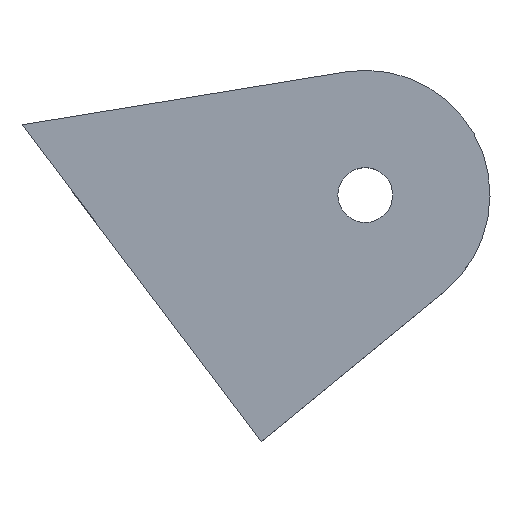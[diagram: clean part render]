
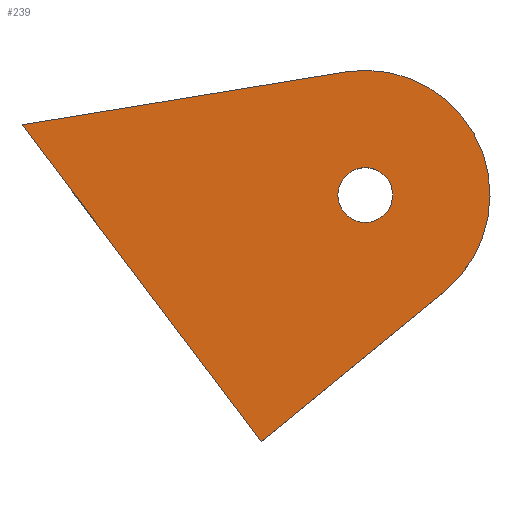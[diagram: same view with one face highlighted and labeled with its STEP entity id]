
A CAD part, top view. The second image highlights one B-rep face of the part: STEP entity #239.
In plain terms, the highlighted planar face has unit normal (0, 0, 1).
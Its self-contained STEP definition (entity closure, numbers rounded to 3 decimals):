
#5 = VECTOR ( 'NONE', #21, 1000. ) ;
#10 = EDGE_LOOP ( 'NONE', ( #74, #182, #266, #220 ) ) ;
#11 = CARTESIAN_POINT ( 'NONE',  ( -1120.802, 1478.036, 4.7 ) ) ;
#13 = CARTESIAN_POINT ( 'NONE',  ( -1116.987, 1454.69, 4.7 ) ) ;
#15 = AXIS2_PLACEMENT_3D ( 'NONE', #50, #104, #251 ) ;
#17 = CIRCLE ( 'NONE', #76, 5.2 ) ;
#21 = DIRECTION ( 'NONE',  ( -0.987, -0.161, 0. ) ) ;
#24 = VERTEX_POINT ( 'NONE', #164 ) ;
#28 = LINE ( 'NONE', #216, #209 ) ;
#30 = PLANE ( 'NONE',  #15 ) ;
#31 = CARTESIAN_POINT ( 'NONE',  ( -1182.086, 1468.023, 4.7 ) ) ;
#50 = CARTESIAN_POINT ( 'NONE',  ( -1116.987, 1454.69, 4.7 ) ) ;
#56 = EDGE_CURVE ( 'NONE', #302, #80, #17, .T. ) ;
#66 = DIRECTION ( 'NONE',  ( 1., 0., 0. ) ) ;
#72 = DIRECTION ( 'NONE',  ( 1., 0., 0. ) ) ;
#73 = CARTESIAN_POINT ( 'NONE',  ( -1122.187, 1454.69, 4.7 ) ) ;
#74 = ORIENTED_EDGE ( 'NONE', *, *, #200, .T. ) ;
#76 = AXIS2_PLACEMENT_3D ( 'NONE', #13, #233, #227 ) ;
#80 = VERTEX_POINT ( 'NONE', #212 ) ;
#84 = AXIS2_PLACEMENT_3D ( 'NONE', #87, #215, #66 ) ;
#86 = LINE ( 'NONE', #92, #5 ) ;
#87 = CARTESIAN_POINT ( 'NONE',  ( -1116.987, 1454.69, 4.7 ) ) ;
#92 = CARTESIAN_POINT ( 'NONE',  ( -1120.802, 1478.036, 4.7 ) ) ;
#99 = CARTESIAN_POINT ( 'NONE',  ( -1116.987, 1454.69, 4.7 ) ) ;
#104 = DIRECTION ( 'NONE',  ( 0., 0., 1. ) ) ;
#106 = VERTEX_POINT ( 'NONE', #265 ) ;
#115 = DIRECTION ( 'NONE',  ( 0.773, 0.634, 0. ) ) ;
#116 = EDGE_CURVE ( 'NONE', #298, #134, #86, .T. ) ;
#124 = ORIENTED_EDGE ( 'NONE', *, *, #281, .F. ) ;
#134 = VERTEX_POINT ( 'NONE', #171 ) ;
#148 = DIRECTION ( 'NONE',  ( 0., 0., 1. ) ) ;
#154 = FACE_OUTER_BOUND ( 'NONE', #10, .T. ) ;
#162 = CIRCLE ( 'NONE', #300, 5.2 ) ;
#164 = CARTESIAN_POINT ( 'NONE',  ( -1136.713, 1407.928, 4.7 ) ) ;
#165 = EDGE_CURVE ( 'NONE', #24, #106, #28, .T. ) ;
#171 = CARTESIAN_POINT ( 'NONE',  ( -1182.086, 1468.023, 4.7 ) ) ;
#182 = ORIENTED_EDGE ( 'NONE', *, *, #116, .T. ) ;
#187 = DIRECTION ( 'NONE',  ( 0.603, -0.798, 0. ) ) ;
#191 = LINE ( 'NONE', #31, #253 ) ;
#200 = EDGE_CURVE ( 'NONE', #106, #298, #309, .T. ) ;
#209 = VECTOR ( 'NONE', #115, 1000. ) ;
#212 = CARTESIAN_POINT ( 'NONE',  ( -1111.787, 1454.69, 4.7 ) ) ;
#214 = FACE_BOUND ( 'NONE', #232, .T. ) ;
#215 = DIRECTION ( 'NONE',  ( 0., 0., 1. ) ) ;
#216 = CARTESIAN_POINT ( 'NONE',  ( -1136.713, 1407.928, 4.7 ) ) ;
#219 = ORIENTED_EDGE ( 'NONE', *, *, #56, .F. ) ;
#220 = ORIENTED_EDGE ( 'NONE', *, *, #165, .T. ) ;
#227 = DIRECTION ( 'NONE',  ( 1., 0., 0. ) ) ;
#232 = EDGE_LOOP ( 'NONE', ( #219, #124 ) ) ;
#233 = DIRECTION ( 'NONE',  ( 0., 0., 1. ) ) ;
#239 = ADVANCED_FACE ( 'NONE', ( #154, #214 ), #30, .T. ) ;
#251 = DIRECTION ( 'NONE',  ( 1., 0., 0. ) ) ;
#253 = VECTOR ( 'NONE', #187, 1000. ) ;
#265 = CARTESIAN_POINT ( 'NONE',  ( -1101.989, 1436.396, 4.7 ) ) ;
#266 = ORIENTED_EDGE ( 'NONE', *, *, #307, .T. ) ;
#281 = EDGE_CURVE ( 'NONE', #80, #302, #162, .T. ) ;
#298 = VERTEX_POINT ( 'NONE', #11 ) ;
#300 = AXIS2_PLACEMENT_3D ( 'NONE', #99, #148, #72 ) ;
#302 = VERTEX_POINT ( 'NONE', #73 ) ;
#307 = EDGE_CURVE ( 'NONE', #134, #24, #191, .T. ) ;
#309 = CIRCLE ( 'NONE', #84, 23.656 ) ;
